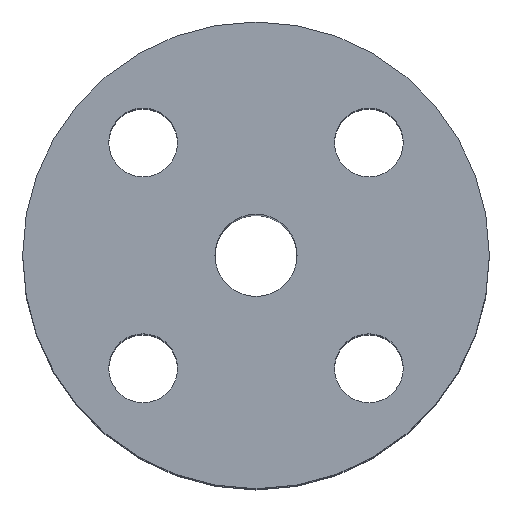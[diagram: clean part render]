
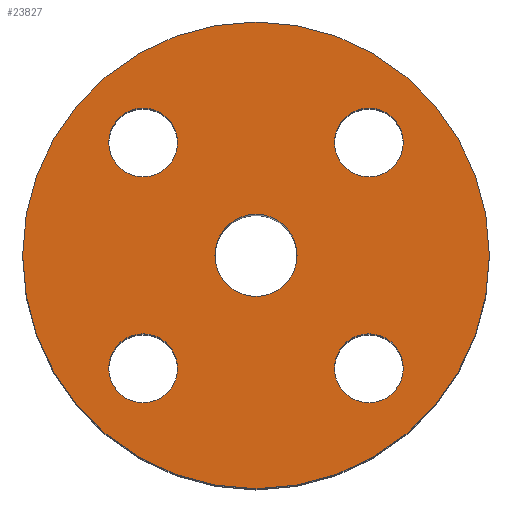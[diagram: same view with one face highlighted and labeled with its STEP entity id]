
A CAD part, top view. The second image highlights one B-rep face of the part: STEP entity #23827.
In plain terms, the highlighted planar face has unit normal (0, 0, 1).
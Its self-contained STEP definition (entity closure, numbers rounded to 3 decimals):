
#368 = CARTESIAN_POINT ( 'NONE',  ( -8.35, 0., 0. ) ) ;
#413 = CARTESIAN_POINT ( 'NONE',  ( 22.981, 22.981, 0. ) ) ;
#955 = DIRECTION ( 'NONE',  ( 1., 0., 0. ) ) ;
#1115 = CIRCLE ( 'NONE', #3000, 7. ) ;
#1380 = AXIS2_PLACEMENT_3D ( 'NONE', #3686, #8103, #7964 ) ;
#2457 = EDGE_CURVE ( 'NONE', #10850, #17380, #23679, .T. ) ;
#2786 = CIRCLE ( 'NONE', #1380, 7. ) ;
#2812 = VERTEX_POINT ( 'NONE', #368 ) ;
#2833 = CIRCLE ( 'NONE', #19273, 7. ) ;
#3000 = AXIS2_PLACEMENT_3D ( 'NONE', #7448, #14061, #13927 ) ;
#3498 = DIRECTION ( 'NONE',  ( 0., 0., 1. ) ) ;
#3686 = CARTESIAN_POINT ( 'NONE',  ( -22.981, 22.981, 0. ) ) ;
#4113 = CARTESIAN_POINT ( 'NONE',  ( -22.981, 22.981, 0. ) ) ;
#4360 = DIRECTION ( 'NONE',  ( 0., 0., 1. ) ) ;
#4367 = ORIENTED_EDGE ( 'NONE', *, *, #9291, .F. ) ;
#4729 = ORIENTED_EDGE ( 'NONE', *, *, #14624, .F. ) ;
#5113 = EDGE_LOOP ( 'NONE', ( #13453, #7855 ) ) ;
#5277 = CARTESIAN_POINT ( 'NONE',  ( 8.35, 0., 0. ) ) ;
#5324 = EDGE_LOOP ( 'NONE', ( #5830, #24840 ) ) ;
#5788 = CARTESIAN_POINT ( 'NONE',  ( 0., 0., 0. ) ) ;
#5792 = PLANE ( 'NONE',  #27480 ) ;
#5830 = ORIENTED_EDGE ( 'NONE', *, *, #15141, .F. ) ;
#6718 = CARTESIAN_POINT ( 'NONE',  ( -22.981, -22.981, 0. ) ) ;
#6845 = CIRCLE ( 'NONE', #15281, 7. ) ;
#7269 = AXIS2_PLACEMENT_3D ( 'NONE', #9125, #27356, #22944 ) ;
#7448 = CARTESIAN_POINT ( 'NONE',  ( 22.981, 22.981, 0. ) ) ;
#7743 = VERTEX_POINT ( 'NONE', #27540 ) ;
#7855 = ORIENTED_EDGE ( 'NONE', *, *, #15724, .F. ) ;
#7964 = DIRECTION ( 'NONE',  ( 0., 1., 0. ) ) ;
#8103 = DIRECTION ( 'NONE',  ( 0., 0., 1. ) ) ;
#8126 = EDGE_LOOP ( 'NONE', ( #9774, #8845 ) ) ;
#8434 = FACE_BOUND ( 'NONE', #5113, .T. ) ;
#8845 = ORIENTED_EDGE ( 'NONE', *, *, #23304, .F. ) ;
#9008 = DIRECTION ( 'NONE',  ( 1., 0., 0. ) ) ;
#9125 = CARTESIAN_POINT ( 'NONE',  ( 22.981, -22.981, 0. ) ) ;
#9291 = EDGE_CURVE ( 'NONE', #7743, #13564, #1115, .T. ) ;
#9325 = VERTEX_POINT ( 'NONE', #11856 ) ;
#9385 = DIRECTION ( 'NONE',  ( 0., 0., 1. ) ) ;
#9604 = AXIS2_PLACEMENT_3D ( 'NONE', #6718, #4360, #26574 ) ;
#9774 = ORIENTED_EDGE ( 'NONE', *, *, #25531, .F. ) ;
#9843 = CARTESIAN_POINT ( 'NONE',  ( 47.5, 0., 0. ) ) ;
#10157 = EDGE_CURVE ( 'NONE', #17380, #10850, #20361, .T. ) ;
#10373 = DIRECTION ( 'NONE',  ( 0., 0., -1. ) ) ;
#10850 = VERTEX_POINT ( 'NONE', #26940 ) ;
#10870 = EDGE_CURVE ( 'NONE', #24652, #22588, #29058, .T. ) ;
#11211 = CARTESIAN_POINT ( 'NONE',  ( 0., 0., 0. ) ) ;
#11717 = EDGE_CURVE ( 'NONE', #9325, #28782, #2786, .T. ) ;
#11856 = CARTESIAN_POINT ( 'NONE',  ( -29.981, 22.981, 0. ) ) ;
#11946 = DIRECTION ( 'NONE',  ( 1., 0., 0. ) ) ;
#12190 = DIRECTION ( 'NONE',  ( -1., 0., 0. ) ) ;
#12386 = ORIENTED_EDGE ( 'NONE', *, *, #10157, .F. ) ;
#12452 = CARTESIAN_POINT ( 'NONE',  ( -47.5, 0., 0. ) ) ;
#12684 = CARTESIAN_POINT ( 'NONE',  ( 0., 0., 0. ) ) ;
#12717 = AXIS2_PLACEMENT_3D ( 'NONE', #5788, #26226, #955 ) ;
#12752 = EDGE_LOOP ( 'NONE', ( #25502, #27083 ) ) ;
#13005 = FACE_BOUND ( 'NONE', #5324, .T. ) ;
#13092 = DIRECTION ( 'NONE',  ( 0., 0., 1. ) ) ;
#13453 = ORIENTED_EDGE ( 'NONE', *, *, #14821, .F. ) ;
#13564 = VERTEX_POINT ( 'NONE', #29097 ) ;
#13927 = DIRECTION ( 'NONE',  ( 1., 0., 0. ) ) ;
#14061 = DIRECTION ( 'NONE',  ( 0., 0., 1. ) ) ;
#14624 = EDGE_CURVE ( 'NONE', #13564, #7743, #2833, .T. ) ;
#14625 = FACE_BOUND ( 'NONE', #8126, .T. ) ;
#14821 = EDGE_CURVE ( 'NONE', #27908, #2812, #17860, .T. ) ;
#15141 = EDGE_CURVE ( 'NONE', #28782, #9325, #15975, .T. ) ;
#15243 = AXIS2_PLACEMENT_3D ( 'NONE', #12684, #17374, #21507 ) ;
#15281 = AXIS2_PLACEMENT_3D ( 'NONE', #19704, #17638, #17786 ) ;
#15724 = EDGE_CURVE ( 'NONE', #2812, #27908, #18821, .T. ) ;
#15975 = CIRCLE ( 'NONE', #27250, 7. ) ;
#16068 = DIRECTION ( 'NONE',  ( 0., 0., 1. ) ) ;
#17093 = VERTEX_POINT ( 'NONE', #22175 ) ;
#17374 = DIRECTION ( 'NONE',  ( 0., 0., 1. ) ) ;
#17380 = VERTEX_POINT ( 'NONE', #21608 ) ;
#17638 = DIRECTION ( 'NONE',  ( 0., 0., 1. ) ) ;
#17786 = DIRECTION ( 'NONE',  ( 0., -1., 0. ) ) ;
#17860 = CIRCLE ( 'NONE', #23964, 8.35 ) ;
#18354 = DIRECTION ( 'NONE',  ( 1., 0., 0. ) ) ;
#18821 = CIRCLE ( 'NONE', #12717, 8.35 ) ;
#19273 = AXIS2_PLACEMENT_3D ( 'NONE', #413, #9385, #18354 ) ;
#19618 = FACE_BOUND ( 'NONE', #23790, .T. ) ;
#19704 = CARTESIAN_POINT ( 'NONE',  ( 22.981, -22.981, 0. ) ) ;
#20361 = CIRCLE ( 'NONE', #26005, 7. ) ;
#20881 = CIRCLE ( 'NONE', #7269, 7. ) ;
#21300 = CARTESIAN_POINT ( 'NONE',  ( -22.981, -22.981, 0. ) ) ;
#21507 = DIRECTION ( 'NONE',  ( 1., 0., 0. ) ) ;
#21608 = CARTESIAN_POINT ( 'NONE',  ( -15.981, -22.981, 0. ) ) ;
#21817 = CIRCLE ( 'NONE', #15243, 47.5 ) ;
#21959 = DIRECTION ( 'NONE',  ( -1., 0., 0. ) ) ;
#22050 = DIRECTION ( 'NONE',  ( 0., 1., 0. ) ) ;
#22175 = CARTESIAN_POINT ( 'NONE',  ( 29.981, -22.981, 0. ) ) ;
#22394 = EDGE_CURVE ( 'NONE', #22588, #24652, #21817, .T. ) ;
#22588 = VERTEX_POINT ( 'NONE', #12452 ) ;
#22944 = DIRECTION ( 'NONE',  ( 0., -1., 0. ) ) ;
#23276 = CARTESIAN_POINT ( 'NONE',  ( -15.981, 22.981, 0. ) ) ;
#23304 = EDGE_CURVE ( 'NONE', #27125, #17093, #20881, .T. ) ;
#23598 = CARTESIAN_POINT ( 'NONE',  ( 0., 8.35, 0. ) ) ;
#23679 = CIRCLE ( 'NONE', #9604, 7. ) ;
#23790 = EDGE_LOOP ( 'NONE', ( #12386, #25020 ) ) ;
#23827 = ADVANCED_FACE ( 'NONE', ( #14625, #19618, #13005, #28578, #8434, #28293 ), #5792, .F. ) ;
#23964 = AXIS2_PLACEMENT_3D ( 'NONE', #27392, #27251, #11946 ) ;
#24652 = VERTEX_POINT ( 'NONE', #9843 ) ;
#24840 = ORIENTED_EDGE ( 'NONE', *, *, #11717, .F. ) ;
#25020 = ORIENTED_EDGE ( 'NONE', *, *, #2457, .F. ) ;
#25502 = ORIENTED_EDGE ( 'NONE', *, *, #10870, .T. ) ;
#25531 = EDGE_CURVE ( 'NONE', #17093, #27125, #6845, .T. ) ;
#26005 = AXIS2_PLACEMENT_3D ( 'NONE', #21300, #3498, #12190 ) ;
#26226 = DIRECTION ( 'NONE',  ( 0., 0., 1. ) ) ;
#26252 = CARTESIAN_POINT ( 'NONE',  ( 15.981, -22.981, 0. ) ) ;
#26574 = DIRECTION ( 'NONE',  ( -1., 0., 0. ) ) ;
#26940 = CARTESIAN_POINT ( 'NONE',  ( -29.981, -22.981, 0. ) ) ;
#27035 = EDGE_LOOP ( 'NONE', ( #4729, #4367 ) ) ;
#27083 = ORIENTED_EDGE ( 'NONE', *, *, #22394, .T. ) ;
#27125 = VERTEX_POINT ( 'NONE', #26252 ) ;
#27183 = AXIS2_PLACEMENT_3D ( 'NONE', #11211, #16068, #9008 ) ;
#27250 = AXIS2_PLACEMENT_3D ( 'NONE', #4113, #13092, #22050 ) ;
#27251 = DIRECTION ( 'NONE',  ( 0., 0., 1. ) ) ;
#27356 = DIRECTION ( 'NONE',  ( 0., 0., 1. ) ) ;
#27392 = CARTESIAN_POINT ( 'NONE',  ( 0., 0., 0. ) ) ;
#27480 = AXIS2_PLACEMENT_3D ( 'NONE', #23598, #10373, #21959 ) ;
#27540 = CARTESIAN_POINT ( 'NONE',  ( 15.981, 22.981, 0. ) ) ;
#27908 = VERTEX_POINT ( 'NONE', #5277 ) ;
#28293 = FACE_OUTER_BOUND ( 'NONE', #12752, .T. ) ;
#28578 = FACE_BOUND ( 'NONE', #27035, .T. ) ;
#28782 = VERTEX_POINT ( 'NONE', #23276 ) ;
#29058 = CIRCLE ( 'NONE', #27183, 47.5 ) ;
#29097 = CARTESIAN_POINT ( 'NONE',  ( 29.981, 22.981, 0. ) ) ;
